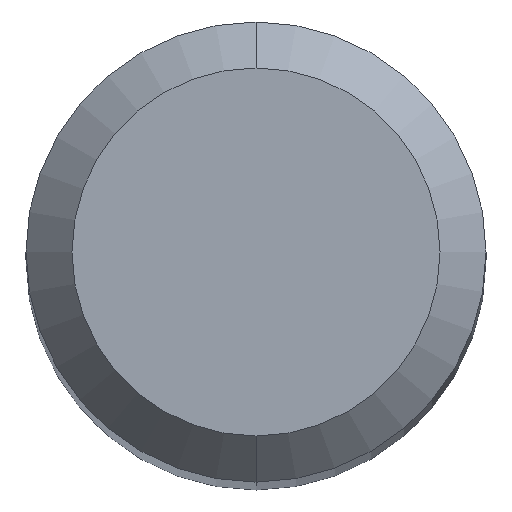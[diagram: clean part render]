
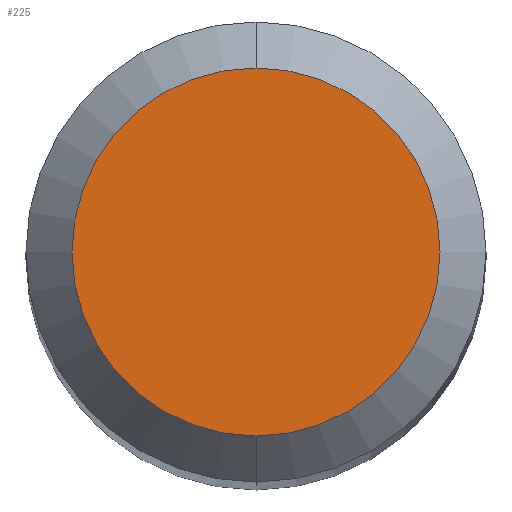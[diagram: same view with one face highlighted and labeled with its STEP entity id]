
A CAD part, top view. The second image highlights one B-rep face of the part: STEP entity #225.
In plain terms, the highlighted planar face has unit normal (0, 0, 1).
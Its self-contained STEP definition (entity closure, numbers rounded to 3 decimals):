
#187=EDGE_CURVE('',#231,#361,#495,.T.);
#225=ADVANCED_FACE('',(#537),#538,.T.);
#231=VERTEX_POINT('',#545);
#361=VERTEX_POINT('',#686);
#411=EDGE_CURVE('',#361,#231,#744,.T.);
#495=CIRCLE('',#831,1.2);
#537=FACE_OUTER_BOUND('',#929,.T.);
#538=PLANE('',#930);
#545=CARTESIAN_POINT('',(0.,-1.2,0.));
#686=CARTESIAN_POINT('',(0.0,1.2,0.));
#744=CIRCLE('',#1299,1.2);
#831=AXIS2_PLACEMENT_3D('',#1459,#1460,#1461);
#929=EDGE_LOOP('',(#1512,#1513));
#930=AXIS2_PLACEMENT_3D('',#1514,#1515,#1516);
#1299=AXIS2_PLACEMENT_3D('',#1747,#1748,#1749);
#1459=CARTESIAN_POINT('',(0.0,0.0,0.));
#1460=DIRECTION('',(0.0,0.0,-1.0));
#1461=DIRECTION('',(0.0,1.0,0.0));
#1512=ORIENTED_EDGE('',*,*,#411,.F.);
#1513=ORIENTED_EDGE('',*,*,#187,.F.);
#1514=CARTESIAN_POINT('',(0.0,0.6,0.));
#1515=DIRECTION('',(-0.0,0.0,1.0));
#1516=DIRECTION('',(0.0,-1.0,0.0));
#1747=CARTESIAN_POINT('',(0.0,0.0,0.));
#1748=DIRECTION('',(0.0,0.0,-1.0));
#1749=DIRECTION('',(0.0,1.0,0.0));
